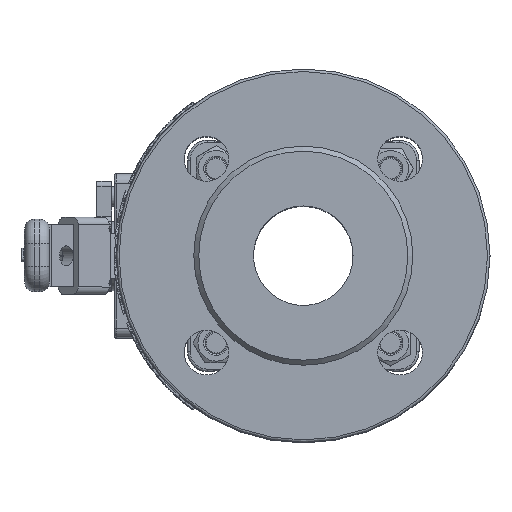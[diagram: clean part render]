
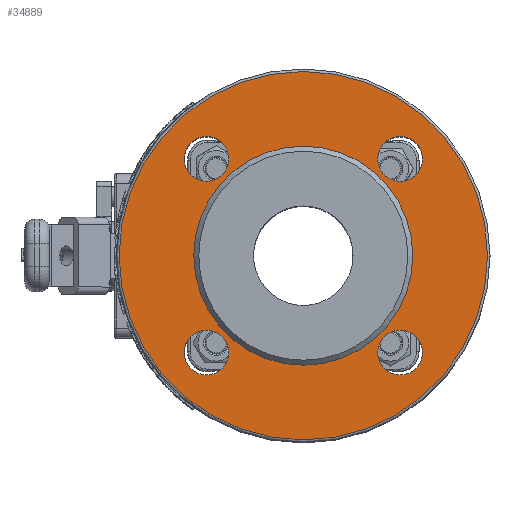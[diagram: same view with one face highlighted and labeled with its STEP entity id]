
A CAD part, top view. The second image highlights one B-rep face of the part: STEP entity #34889.
In plain terms, the highlighted planar face has unit normal (0, 0, 1).
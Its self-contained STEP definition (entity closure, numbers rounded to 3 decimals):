
#2760=FACE_BOUND('',#6036,.T.);
#2761=FACE_BOUND('',#6037,.T.);
#2762=FACE_BOUND('',#6038,.T.);
#2763=FACE_BOUND('',#6039,.T.);
#2764=FACE_BOUND('',#6040,.T.);
#4009=FACE_OUTER_BOUND('',#6035,.T.);
#6035=EDGE_LOOP('',(#26974));
#6036=EDGE_LOOP('',(#26975));
#6037=EDGE_LOOP('',(#26976));
#6038=EDGE_LOOP('',(#26977));
#6039=EDGE_LOOP('',(#26978));
#6040=EDGE_LOOP('',(#26979));
#12392=CIRCLE('',#36745,44.);
#12394=CIRCLE('',#36749,74.);
#12395=CIRCLE('',#36752,9.);
#12396=CIRCLE('',#36753,9.);
#12397=CIRCLE('',#36754,9.);
#12398=CIRCLE('',#36755,9.);
#14905=VERTEX_POINT('',#62187);
#14907=VERTEX_POINT('',#62193);
#14908=VERTEX_POINT('',#62197);
#14909=VERTEX_POINT('',#62199);
#14910=VERTEX_POINT('',#62201);
#14911=VERTEX_POINT('',#62203);
#19163=EDGE_CURVE('',#14905,#14905,#12392,.T.);
#19165=EDGE_CURVE('',#14907,#14907,#12394,.T.);
#19166=EDGE_CURVE('',#14908,#14908,#12395,.T.);
#19167=EDGE_CURVE('',#14909,#14909,#12396,.T.);
#19168=EDGE_CURVE('',#14910,#14910,#12397,.T.);
#19169=EDGE_CURVE('',#14911,#14911,#12398,.T.);
#26974=ORIENTED_EDGE('',*,*,#19165,.F.);
#26975=ORIENTED_EDGE('',*,*,#19163,.T.);
#26976=ORIENTED_EDGE('',*,*,#19166,.T.);
#26977=ORIENTED_EDGE('',*,*,#19167,.T.);
#26978=ORIENTED_EDGE('',*,*,#19168,.T.);
#26979=ORIENTED_EDGE('',*,*,#19169,.T.);
#31592=PLANE('',#36751);
#34889=ADVANCED_FACE('',(#4009,#2760,#2761,#2762,#2763,#2764),#31592,.F.);
#36745=AXIS2_PLACEMENT_3D('',#62188,#41561,#41562);
#36749=AXIS2_PLACEMENT_3D('',#62194,#41569,#41570);
#36751=AXIS2_PLACEMENT_3D('',#62196,#41573,#41574);
#36752=AXIS2_PLACEMENT_3D('',#62198,#41575,#41576);
#36753=AXIS2_PLACEMENT_3D('',#62200,#41577,#41578);
#36754=AXIS2_PLACEMENT_3D('',#62202,#41579,#41580);
#36755=AXIS2_PLACEMENT_3D('',#62204,#41581,#41582);
#41561=DIRECTION('center_axis',(0.,0.,-1.));
#41562=DIRECTION('ref_axis',(-1.,0.,0.));
#41569=DIRECTION('center_axis',(0.,0.,-1.));
#41570=DIRECTION('ref_axis',(-1.,0.,0.));
#41573=DIRECTION('center_axis',(0.,0.,-1.));
#41574=DIRECTION('ref_axis',(1.,0.,0.));
#41575=DIRECTION('center_axis',(0.,0.,-1.));
#41576=DIRECTION('ref_axis',(-1.,0.,0.));
#41577=DIRECTION('center_axis',(0.,0.,-1.));
#41578=DIRECTION('ref_axis',(-1.,0.,0.));
#41579=DIRECTION('center_axis',(0.,0.,-1.));
#41580=DIRECTION('ref_axis',(-1.,0.,0.));
#41581=DIRECTION('center_axis',(0.,0.,-1.));
#41582=DIRECTION('ref_axis',(-1.,0.,0.));
#62187=CARTESIAN_POINT('',(44.,0.,137.));
#62188=CARTESIAN_POINT('Origin',(0.,0.,137.));
#62193=CARTESIAN_POINT('',(74.,0.,137.));
#62194=CARTESIAN_POINT('Origin',(0.,0.,137.));
#62196=CARTESIAN_POINT('Origin',(0.,0.,
137.));
#62197=CARTESIAN_POINT('',(47.891,38.891,137.));
#62198=CARTESIAN_POINT('Origin',(38.891,38.891,137.));
#62199=CARTESIAN_POINT('',(-29.891,38.891,137.));
#62200=CARTESIAN_POINT('Origin',(-38.891,38.891,137.));
#62201=CARTESIAN_POINT('',(-29.891,-38.891,137.));
#62202=CARTESIAN_POINT('Origin',(-38.891,-38.891,137.));
#62203=CARTESIAN_POINT('',(47.891,-38.891,137.));
#62204=CARTESIAN_POINT('Origin',(38.891,-38.891,137.));
